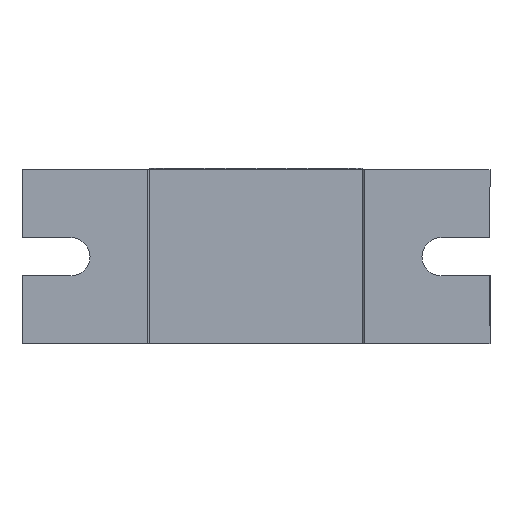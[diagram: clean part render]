
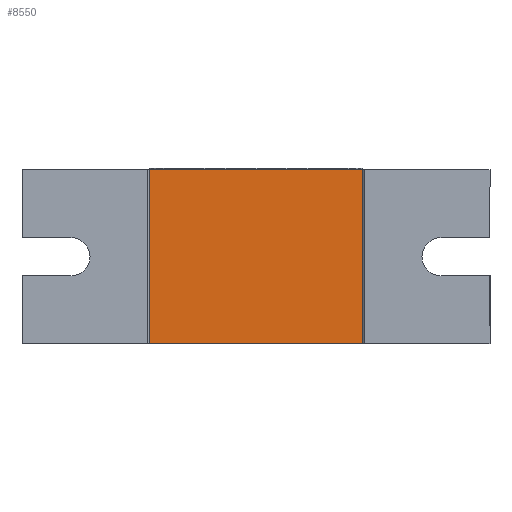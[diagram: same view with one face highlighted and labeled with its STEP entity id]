
A CAD part, front view. The second image highlights one B-rep face of the part: STEP entity #8550.
In plain terms, the highlighted planar face has unit normal (0, -1, 0).
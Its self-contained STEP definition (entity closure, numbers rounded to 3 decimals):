
#545 = DIRECTION ( 'NONE',  ( -1., 0., 0. ) ) ;
#841 = LINE ( 'NONE', #10429, #13052 ) ;
#1231 = CARTESIAN_POINT ( 'NONE',  ( -20., -24.6, -16. ) ) ;
#2549 = EDGE_CURVE ( 'NONE', #21098, #25419, #24283, .T. ) ;
#2736 = ORIENTED_EDGE ( 'NONE', *, *, #19955, .F. ) ;
#2906 = LINE ( 'NONE', #1231, #6371 ) ;
#3129 = DIRECTION ( 'NONE',  ( 0., 0., -1. ) ) ;
#3889 = EDGE_LOOP ( 'NONE', ( #2736, #18816, #10448, #10238 ) ) ;
#6371 = VECTOR ( 'NONE', #13377, 1000. ) ;
#6503 = VERTEX_POINT ( 'NONE', #14291 ) ;
#6505 = PLANE ( 'NONE',  #21168 ) ;
#8550 = ADVANCED_FACE ( 'NONE', ( #9614 ), #6505, .F. ) ;
#8590 = EDGE_CURVE ( 'NONE', #6503, #21098, #841, .T. ) ;
#9108 = VERTEX_POINT ( 'NONE', #18602 ) ;
#9525 = CARTESIAN_POINT ( 'NONE',  ( -20., -24.6, 16. ) ) ;
#9614 = FACE_OUTER_BOUND ( 'NONE', #3889, .T. ) ;
#10193 = VECTOR ( 'NONE', #23522, 1000. ) ;
#10238 = ORIENTED_EDGE ( 'NONE', *, *, #20439, .T. ) ;
#10429 = CARTESIAN_POINT ( 'NONE',  ( 19.6, -24.6, 16. ) ) ;
#10448 = ORIENTED_EDGE ( 'NONE', *, *, #2549, .T. ) ;
#11089 = CARTESIAN_POINT ( 'NONE',  ( -19.6, -24.6, -16. ) ) ;
#12367 = DIRECTION ( 'NONE',  ( 0., 0., 1. ) ) ;
#12890 = LINE ( 'NONE', #11089, #17564 ) ;
#13052 = VECTOR ( 'NONE', #12367, 1000. ) ;
#13377 = DIRECTION ( 'NONE',  ( -1., 0., 0. ) ) ;
#14229 = DIRECTION ( 'NONE',  ( 0., 1., 0. ) ) ;
#14291 = CARTESIAN_POINT ( 'NONE',  ( 19.6, -24.6, -16. ) ) ;
#17564 = VECTOR ( 'NONE', #3129, 1000. ) ;
#18475 = CARTESIAN_POINT ( 'NONE',  ( -20., -24.6, -16. ) ) ;
#18602 = CARTESIAN_POINT ( 'NONE',  ( -19.6, -24.6, -16. ) ) ;
#18816 = ORIENTED_EDGE ( 'NONE', *, *, #8590, .T. ) ;
#19955 = EDGE_CURVE ( 'NONE', #6503, #9108, #2906, .T. ) ;
#20439 = EDGE_CURVE ( 'NONE', #25419, #9108, #12890, .T. ) ;
#21098 = VERTEX_POINT ( 'NONE', #21456 ) ;
#21168 = AXIS2_PLACEMENT_3D ( 'NONE', #18475, #14229, #545 ) ;
#21456 = CARTESIAN_POINT ( 'NONE',  ( 19.6, -24.6, 16. ) ) ;
#23522 = DIRECTION ( 'NONE',  ( -1., 0., 0. ) ) ;
#23801 = CARTESIAN_POINT ( 'NONE',  ( -19.6, -24.6, 16. ) ) ;
#24283 = LINE ( 'NONE', #9525, #10193 ) ;
#25419 = VERTEX_POINT ( 'NONE', #23801 ) ;
